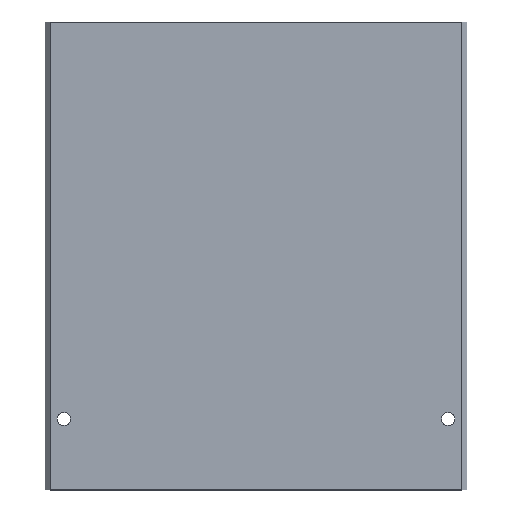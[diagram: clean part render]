
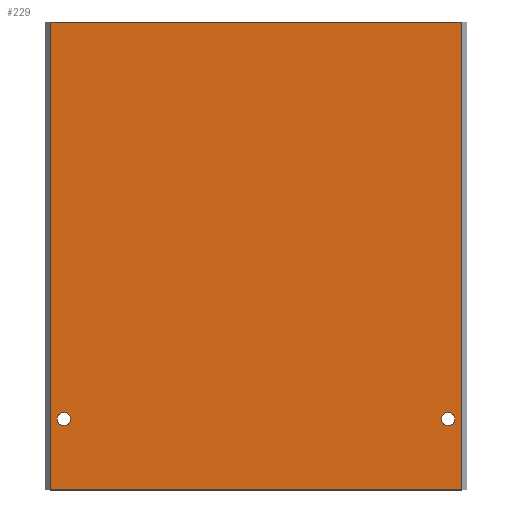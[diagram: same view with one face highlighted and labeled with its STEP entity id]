
A CAD part, top view. The second image highlights one B-rep face of the part: STEP entity #229.
In plain terms, the highlighted planar face has unit normal (0, 0, 1).
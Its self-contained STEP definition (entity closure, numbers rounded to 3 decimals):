
#17=FACE_BOUND('',#42,.T.);
#18=FACE_BOUND('',#43,.T.);
#21=CIRCLE('',#256,2.3);
#22=CIRCLE('',#257,2.3);
#29=FACE_OUTER_BOUND('',#41,.T.);
#41=EDGE_LOOP('',(#175,#176,#177,#178));
#42=EDGE_LOOP('',(#179));
#43=EDGE_LOOP('',(#180));
#53=LINE('',#331,#79);
#66=LINE('',#357,#92);
#68=LINE('',#361,#94);
#69=LINE('',#362,#95);
#79=VECTOR('',#271,10.);
#92=VECTOR('',#290,10.);
#94=VECTOR('',#294,10.);
#95=VECTOR('',#295,10.);
#105=VERTEX_POINT('',#329);
#106=VERTEX_POINT('',#330);
#116=VERTEX_POINT('',#356);
#117=VERTEX_POINT('',#360);
#118=VERTEX_POINT('',#363);
#119=VERTEX_POINT('',#365);
#125=EDGE_CURVE('',#105,#106,#53,.T.);
#138=EDGE_CURVE('',#116,#105,#66,.T.);
#140=EDGE_CURVE('',#106,#117,#68,.T.);
#141=EDGE_CURVE('',#116,#117,#69,.T.);
#142=EDGE_CURVE('',#118,#118,#21,.T.);
#143=EDGE_CURVE('',#119,#119,#22,.T.);
#175=ORIENTED_EDGE('',*,*,#125,.T.);
#176=ORIENTED_EDGE('',*,*,#140,.T.);
#177=ORIENTED_EDGE('',*,*,#141,.F.);
#178=ORIENTED_EDGE('',*,*,#138,.T.);
#179=ORIENTED_EDGE('',*,*,#142,.T.);
#180=ORIENTED_EDGE('',*,*,#143,.T.);
#219=PLANE('',#255);
#229=ADVANCED_FACE('',(#29,#17,#18),#219,.T.);
#255=AXIS2_PLACEMENT_3D('',#359,#292,#293);
#256=AXIS2_PLACEMENT_3D('',#364,#296,#297);
#257=AXIS2_PLACEMENT_3D('',#366,#298,#299);
#271=DIRECTION('',(-1.,0.,0.));
#290=DIRECTION('',(0.,1.,0.));
#292=DIRECTION('center_axis',(0.,0.,1.));
#293=DIRECTION('ref_axis',(1.,0.,0.));
#294=DIRECTION('',(0.,-1.,0.));
#295=DIRECTION('',(-1.,0.,0.));
#296=DIRECTION('center_axis',(0.,0.,-1.));
#297=DIRECTION('ref_axis',(-1.,0.,0.));
#298=DIRECTION('center_axis',(0.,0.,-1.));
#299=DIRECTION('ref_axis',(-1.,0.,0.));
#329=CARTESIAN_POINT('',(72.5,149.846,2.));
#330=CARTESIAN_POINT('',(-72.5,149.846,2.));
#331=CARTESIAN_POINT('',(-36.25,149.846,2.));
#356=CARTESIAN_POINT('',(72.5,-15.,2.));
#357=CARTESIAN_POINT('',(72.5,0.,2.));
#359=CARTESIAN_POINT('Origin',(-72.5,0.,2.));
#360=CARTESIAN_POINT('',(-72.5,-15.,2.));
#361=CARTESIAN_POINT('',(-72.5,0.,2.));
#362=CARTESIAN_POINT('',(-72.5,-15.,2.));
#363=CARTESIAN_POINT('',(-65.341,10.,2.));
#364=CARTESIAN_POINT('Origin',(-67.641,10.,2.));
#365=CARTESIAN_POINT('',(69.941,10.,2.));
#366=CARTESIAN_POINT('Origin',(67.641,10.,2.));
